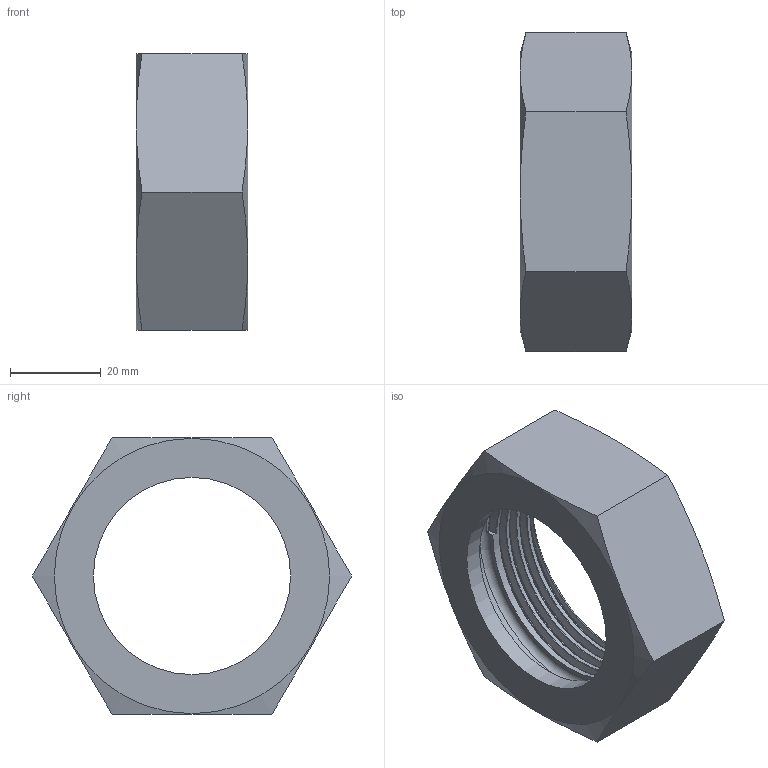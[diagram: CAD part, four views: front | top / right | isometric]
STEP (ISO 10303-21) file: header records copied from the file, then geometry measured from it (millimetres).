
FILE_DESCRIPTION(/* description */ (''),/* implementation_level */ '2;1');
FILE_NAME(/* name */ '13H-1.5.stp',/* time_stamp */ '2022-01-20T14:16:24-05:00',/* author */ ('ken'),/* organization */ (''),/* preprocessor_version */ 'ST-DEVELOPER v18.1',/* originating_system */ 'Autodesk Inventor 2020',/* authorisation */ '');
FILE_SCHEMA (('AUTOMOTIVE_DESIGN { 1 0 10303 214 3 1 1 }'));
Length unit declared in the file: inch
Products named in the file (1): 13H-1.5
Bounding box: 24.61 x 70.33 x 60.91 mm (x, y, z)
Volume: 31195 mm3; surface area: 14363.3 mm2
Topology: 1 solids, 1 shells, 37 faces, 106 edges, 72 vertices
Faces by surface type: cylinder 14, plane 11, bspline 6, cone 4, torus 2
Full cylindrical faces by diameter (mm): 43.383 x1, 47.854 x4, 51.537 x4, 53.137 x1
Entity records: 3770 total; most frequent: CARTESIAN_POINT 2847, ORIENTED_EDGE 212, DIRECTION 150, EDGE_CURVE 106, VERTEX_POINT 72, AXIS2_PLACEMENT_3D 62, EDGE_LOOP 40, B_SPLINE_CURVE_WITH_KNOTS 38
